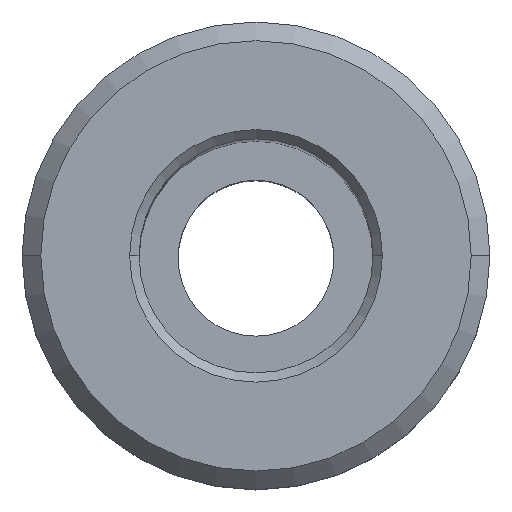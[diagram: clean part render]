
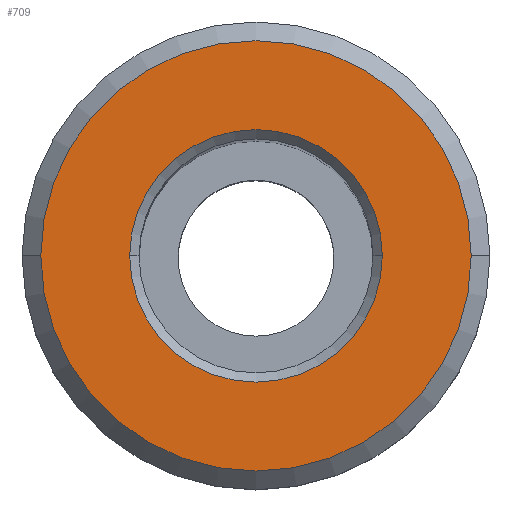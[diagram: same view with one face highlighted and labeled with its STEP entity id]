
A CAD part, top view. The second image highlights one B-rep face of the part: STEP entity #709.
In plain terms, the highlighted planar face has unit normal (0, 0, 1).
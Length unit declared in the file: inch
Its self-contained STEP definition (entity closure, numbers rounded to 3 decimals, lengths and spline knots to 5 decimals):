
#14 = DIRECTION ( 'NONE',  ( 0., 0., -1. ) ) ;
#45 = CARTESIAN_POINT ( 'NONE',  ( 0., 0., 0. ) ) ;
#68 = EDGE_CURVE ( 'NONE', #251, #746, #441, .T. ) ;
#111 = DIRECTION ( 'NONE',  ( -1., 0., 0. ) ) ;
#154 = VERTEX_POINT ( 'NONE', #984 ) ;
#190 = DIRECTION ( 'NONE',  ( -1., 0., 0. ) ) ;
#194 = CARTESIAN_POINT ( 'NONE',  ( -0.345, 0., 0. ) ) ;
#251 = VERTEX_POINT ( 'NONE', #893 ) ;
#274 = ORIENTED_EDGE ( 'NONE', *, *, #331, .T. ) ;
#317 = ORIENTED_EDGE ( 'NONE', *, *, #691, .T. ) ;
#331 = EDGE_CURVE ( 'NONE', #746, #251, #489, .T. ) ;
#340 = ORIENTED_EDGE ( 'NONE', *, *, #68, .T. ) ;
#360 = AXIS2_PLACEMENT_3D ( 'NONE', #361, #956, #947 ) ;
#361 = CARTESIAN_POINT ( 'NONE',  ( 0., 0., 0. ) ) ;
#363 = AXIS2_PLACEMENT_3D ( 'NONE', #591, #996, #655 ) ;
#365 = AXIS2_PLACEMENT_3D ( 'NONE', #842, #778, #111 ) ;
#433 = FACE_BOUND ( 'NONE', #952, .T. ) ;
#441 = CIRCLE ( 'NONE', #360, 0.345 ) ;
#489 = CIRCLE ( 'NONE', #363, 0.345 ) ;
#498 = PLANE ( 'NONE',  #365 ) ;
#510 = FACE_OUTER_BOUND ( 'NONE', #830, .T. ) ;
#591 = CARTESIAN_POINT ( 'NONE',  ( 0., 0., 0. ) ) ;
#600 = CARTESIAN_POINT ( 'NONE',  ( 0., 0., 0. ) ) ;
#603 = DIRECTION ( 'NONE',  ( 0., 0., -1. ) ) ;
#613 = AXIS2_PLACEMENT_3D ( 'NONE', #45, #603, #190 ) ;
#655 = DIRECTION ( 'NONE',  ( -1., 0., 0. ) ) ;
#691 = EDGE_CURVE ( 'NONE', #882, #154, #888, .T. ) ;
#709 = ADVANCED_FACE ( 'NONE', ( #510, #433 ), #498, .F. ) ;
#746 = VERTEX_POINT ( 'NONE', #194 ) ;
#778 = DIRECTION ( 'NONE',  ( 0., 0., -1. ) ) ;
#790 = CIRCLE ( 'NONE', #818, 0.2025 ) ;
#818 = AXIS2_PLACEMENT_3D ( 'NONE', #600, #14, #916 ) ;
#830 = EDGE_LOOP ( 'NONE', ( #274, #340 ) ) ;
#842 = CARTESIAN_POINT ( 'NONE',  ( 0., 0.375, 0. ) ) ;
#882 = VERTEX_POINT ( 'NONE', #887 ) ;
#887 = CARTESIAN_POINT ( 'NONE',  ( -0.2025, 0., 0. ) ) ;
#888 = CIRCLE ( 'NONE', #613, 0.2025 ) ;
#893 = CARTESIAN_POINT ( 'NONE',  ( 0.345, 0., 0. ) ) ;
#916 = DIRECTION ( 'NONE',  ( -1., 0., 0. ) ) ;
#947 = DIRECTION ( 'NONE',  ( -1., 0., 0. ) ) ;
#952 = EDGE_LOOP ( 'NONE', ( #1028, #317 ) ) ;
#956 = DIRECTION ( 'NONE',  ( 0., 0., 1. ) ) ;
#984 = CARTESIAN_POINT ( 'NONE',  ( 0.2025, 0., 0. ) ) ;
#996 = DIRECTION ( 'NONE',  ( 0., 0., 1. ) ) ;
#1018 = EDGE_CURVE ( 'NONE', #154, #882, #790, .T. ) ;
#1028 = ORIENTED_EDGE ( 'NONE', *, *, #1018, .T. ) ;
